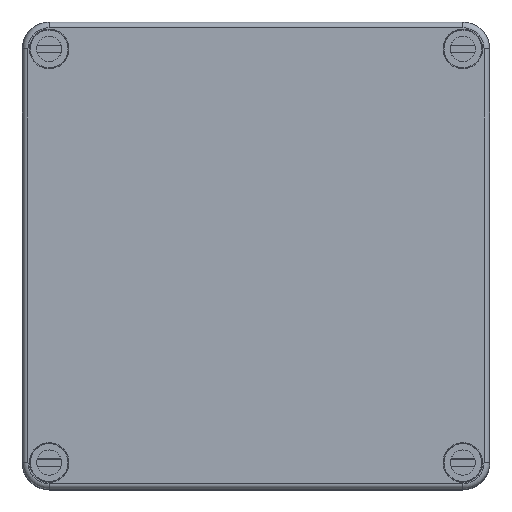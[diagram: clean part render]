
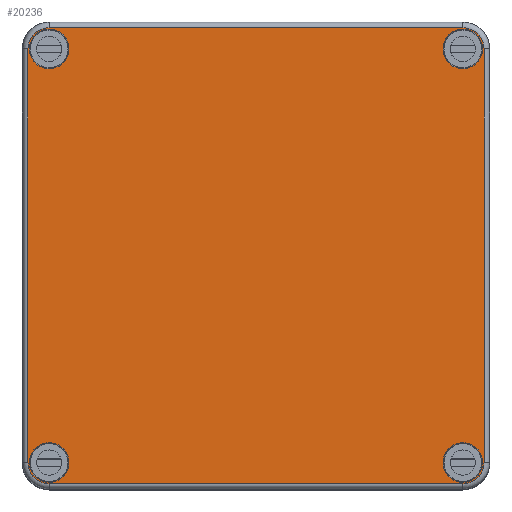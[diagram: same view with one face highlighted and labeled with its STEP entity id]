
A CAD part, top view. The second image highlights one B-rep face of the part: STEP entity #20236.
In plain terms, the highlighted planar face has unit normal (0, 0, 1).
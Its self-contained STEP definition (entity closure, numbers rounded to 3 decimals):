
#286 = CARTESIAN_POINT ( 'NONE',  ( -63.382, 57.5, 15. ) ) ;
#461 = EDGE_LOOP ( 'NONE', ( #12433, #7573 ) ) ;
#483 = AXIS2_PLACEMENT_3D ( 'NONE', #2332, #13351, #3905 ) ;
#521 = CARTESIAN_POINT ( 'NONE',  ( 57.5, 57.5, 15. ) ) ;
#767 = VERTEX_POINT ( 'NONE', #6608 ) ;
#948 = DIRECTION ( 'NONE',  ( 0., 0., 1. ) ) ;
#1447 = VERTEX_POINT ( 'NONE', #4434 ) ;
#1893 = AXIS2_PLACEMENT_3D ( 'NONE', #3608, #14649, #5194 ) ;
#1907 = CARTESIAN_POINT ( 'NONE',  ( -63., -57.5, 15. ) ) ;
#1937 = VERTEX_POINT ( 'NONE', #2735 ) ;
#2089 = DIRECTION ( 'NONE',  ( -1., 0., 0. ) ) ;
#2224 = VERTEX_POINT ( 'NONE', #13658 ) ;
#2332 = CARTESIAN_POINT ( 'NONE',  ( -57.5, 57.5, 15. ) ) ;
#2457 = ORIENTED_EDGE ( 'NONE', *, *, #10290, .T. ) ;
#2496 = VERTEX_POINT ( 'NONE', #286 ) ;
#2514 = ORIENTED_EDGE ( 'NONE', *, *, #16438, .T. ) ;
#2604 = DIRECTION ( 'NONE',  ( 0., 0., -1. ) ) ;
#2688 = ORIENTED_EDGE ( 'NONE', *, *, #15015, .T. ) ;
#2735 = CARTESIAN_POINT ( 'NONE',  ( 57.5, -63.382, 15. ) ) ;
#2999 = CARTESIAN_POINT ( 'NONE',  ( 57.5, 63.382, 15. ) ) ;
#3100 = EDGE_CURVE ( 'NONE', #4163, #7662, #10873, .T. ) ;
#3158 = CIRCLE ( 'NONE', #12311, 5.882 ) ;
#3163 = AXIS2_PLACEMENT_3D ( 'NONE', #10368, #948, #11975 ) ;
#3205 = AXIS2_PLACEMENT_3D ( 'NONE', #13147, #5291, #16317 ) ;
#3471 = EDGE_LOOP ( 'NONE', ( #17290, #13930, #3951, #2514, #8502, #2457, #17975, #10389 ) ) ;
#3608 = CARTESIAN_POINT ( 'NONE',  ( -57.5, 57.5, 15. ) ) ;
#3905 = DIRECTION ( 'NONE',  ( 1., 0., 0. ) ) ;
#3951 = ORIENTED_EDGE ( 'NONE', *, *, #11685, .F. ) ;
#4004 = CARTESIAN_POINT ( 'NONE',  ( -57.5, -57.5, 15. ) ) ;
#4119 = FACE_BOUND ( 'NONE', #6704, .T. ) ;
#4163 = VERTEX_POINT ( 'NONE', #18327 ) ;
#4236 = CIRCLE ( 'NONE', #12482, 5.5 ) ;
#4434 = CARTESIAN_POINT ( 'NONE',  ( 63., 57.5, 15. ) ) ;
#4471 = CARTESIAN_POINT ( 'NONE',  ( 57.5, -57.5, 15. ) ) ;
#4901 = AXIS2_PLACEMENT_3D ( 'NONE', #18315, #8856, #19886 ) ;
#4923 = EDGE_CURVE ( 'NONE', #1937, #5418, #7884, .T. ) ;
#4960 = EDGE_CURVE ( 'NONE', #767, #1447, #15320, .T. ) ;
#5004 = VECTOR ( 'NONE', #13443, 1000. ) ;
#5081 = LINE ( 'NONE', #15581, #8761 ) ;
#5141 = EDGE_CURVE ( 'NONE', #5345, #16276, #4236, .T. ) ;
#5194 = DIRECTION ( 'NONE',  ( -1., 0., 0. ) ) ;
#5244 = EDGE_CURVE ( 'NONE', #7949, #2496, #10146, .T. ) ;
#5291 = DIRECTION ( 'NONE',  ( 0., 0., -1. ) ) ;
#5345 = VERTEX_POINT ( 'NONE', #16715 ) ;
#5355 = EDGE_CURVE ( 'NONE', #1447, #767, #9148, .T. ) ;
#5418 = VERTEX_POINT ( 'NONE', #13695 ) ;
#5595 = DIRECTION ( 'NONE',  ( -1., 0., 0. ) ) ;
#5899 = CIRCLE ( 'NONE', #14496, 5.5 ) ;
#5949 = CARTESIAN_POINT ( 'NONE',  ( -52., -57.5, 15. ) ) ;
#6028 = VERTEX_POINT ( 'NONE', #5949 ) ;
#6063 = DIRECTION ( 'NONE',  ( -1., 0., 0. ) ) ;
#6608 = CARTESIAN_POINT ( 'NONE',  ( 52., 57.5, 15. ) ) ;
#6704 = EDGE_LOOP ( 'NONE', ( #8251, #11546 ) ) ;
#6746 = AXIS2_PLACEMENT_3D ( 'NONE', #521, #11550, #2089 ) ;
#7232 = ORIENTED_EDGE ( 'NONE', *, *, #8622, .T. ) ;
#7511 = CARTESIAN_POINT ( 'NONE',  ( -63.382, -57.5, 15. ) ) ;
#7573 = ORIENTED_EDGE ( 'NONE', *, *, #5141, .T. ) ;
#7614 = CARTESIAN_POINT ( 'NONE',  ( 57.5, 57.5, 15. ) ) ;
#7662 = VERTEX_POINT ( 'NONE', #9399 ) ;
#7884 = LINE ( 'NONE', #20087, #15810 ) ;
#7947 = CIRCLE ( 'NONE', #6746, 5.882 ) ;
#7949 = VERTEX_POINT ( 'NONE', #16511 ) ;
#8190 = LINE ( 'NONE', #10264, #5004 ) ;
#8251 = ORIENTED_EDGE ( 'NONE', *, *, #5355, .T. ) ;
#8258 = VERTEX_POINT ( 'NONE', #11048 ) ;
#8286 = CARTESIAN_POINT ( 'NONE',  ( 57.5, -57.5, 15. ) ) ;
#8502 = ORIENTED_EDGE ( 'NONE', *, *, #5244, .T. ) ;
#8544 = CARTESIAN_POINT ( 'NONE',  ( 63., -57.5, 15. ) ) ;
#8622 = EDGE_CURVE ( 'NONE', #7662, #4163, #9007, .T. ) ;
#8691 = VERTEX_POINT ( 'NONE', #7511 ) ;
#8761 = VECTOR ( 'NONE', #10808, 1000. ) ;
#8806 = CARTESIAN_POINT ( 'NONE',  ( -57.5, 57.5, 15. ) ) ;
#8856 = DIRECTION ( 'NONE',  ( 0., 0., -1. ) ) ;
#8906 = AXIS2_PLACEMENT_3D ( 'NONE', #12044, #2604, #13627 ) ;
#8996 = CARTESIAN_POINT ( 'NONE',  ( -57.5, -57.5, 15. ) ) ;
#9005 = ORIENTED_EDGE ( 'NONE', *, *, #3100, .T. ) ;
#9007 = CIRCLE ( 'NONE', #20008, 5.5 ) ;
#9148 = CIRCLE ( 'NONE', #8906, 5.5 ) ;
#9197 = DIRECTION ( 'NONE',  ( -1., 0., 0. ) ) ;
#9262 = VECTOR ( 'NONE', #18730, 1000. ) ;
#9399 = CARTESIAN_POINT ( 'NONE',  ( -63., 57.5, 15. ) ) ;
#9894 = DIRECTION ( 'NONE',  ( -1., 0., 0. ) ) ;
#9907 = EDGE_CURVE ( 'NONE', #1937, #2224, #16626, .T. ) ;
#10146 = CIRCLE ( 'NONE', #483, 5.882 ) ;
#10264 = CARTESIAN_POINT ( 'NONE',  ( -63.382, 57.5, 15. ) ) ;
#10290 = EDGE_CURVE ( 'NONE', #2496, #8691, #8190, .T. ) ;
#10368 = CARTESIAN_POINT ( 'NONE',  ( 57.5, -57.5, 15. ) ) ;
#10389 = ORIENTED_EDGE ( 'NONE', *, *, #4923, .F. ) ;
#10411 = DIRECTION ( 'NONE',  ( -1., 0., 0. ) ) ;
#10603 = DIRECTION ( 'NONE',  ( -1., 0., 0. ) ) ;
#10672 = DIRECTION ( 'NONE',  ( -1., 0., 0. ) ) ;
#10808 = DIRECTION ( 'NONE',  ( 0., -1., 0. ) ) ;
#10851 = AXIS2_PLACEMENT_3D ( 'NONE', #4004, #15040, #5595 ) ;
#10873 = CIRCLE ( 'NONE', #1893, 5.5 ) ;
#11048 = CARTESIAN_POINT ( 'NONE',  ( 57.5, 63.382, 15. ) ) ;
#11546 = ORIENTED_EDGE ( 'NONE', *, *, #4960, .T. ) ;
#11547 = CIRCLE ( 'NONE', #4901, 5.5 ) ;
#11550 = DIRECTION ( 'NONE',  ( 0., 0., -1. ) ) ;
#11685 = EDGE_CURVE ( 'NONE', #8258, #19431, #7947, .T. ) ;
#11908 = CIRCLE ( 'NONE', #10851, 5.5 ) ;
#11975 = DIRECTION ( 'NONE',  ( 1., 0., 0. ) ) ;
#12020 = FACE_BOUND ( 'NONE', #18549, .T. ) ;
#12044 = CARTESIAN_POINT ( 'NONE',  ( 57.5, 57.5, 15. ) ) ;
#12311 = AXIS2_PLACEMENT_3D ( 'NONE', #8996, #20027, #10603 ) ;
#12356 = CARTESIAN_POINT ( 'NONE',  ( 63.382, 57.5, 15. ) ) ;
#12431 = EDGE_CURVE ( 'NONE', #15376, #6028, #11908, .T. ) ;
#12433 = ORIENTED_EDGE ( 'NONE', *, *, #18283, .T. ) ;
#12482 = AXIS2_PLACEMENT_3D ( 'NONE', #8286, #19312, #9894 ) ;
#12496 = FACE_OUTER_BOUND ( 'NONE', #3471, .T. ) ;
#13147 = CARTESIAN_POINT ( 'NONE',  ( -63.382, 57.5, 15. ) ) ;
#13351 = DIRECTION ( 'NONE',  ( 0., 0., 1. ) ) ;
#13443 = DIRECTION ( 'NONE',  ( 0., -1., 0. ) ) ;
#13481 = LINE ( 'NONE', #2999, #9262 ) ;
#13627 = DIRECTION ( 'NONE',  ( -1., 0., 0. ) ) ;
#13658 = CARTESIAN_POINT ( 'NONE',  ( 63.382, -57.5, 15. ) ) ;
#13695 = CARTESIAN_POINT ( 'NONE',  ( -57.5, -63.382, 15. ) ) ;
#13930 = ORIENTED_EDGE ( 'NONE', *, *, #19944, .F. ) ;
#14496 = AXIS2_PLACEMENT_3D ( 'NONE', #4471, #15510, #6063 ) ;
#14649 = DIRECTION ( 'NONE',  ( 0., 0., -1. ) ) ;
#15009 = AXIS2_PLACEMENT_3D ( 'NONE', #7614, #18633, #9197 ) ;
#15015 = EDGE_CURVE ( 'NONE', #6028, #15376, #11547, .T. ) ;
#15040 = DIRECTION ( 'NONE',  ( 0., 0., -1. ) ) ;
#15085 = EDGE_CURVE ( 'NONE', #5418, #8691, #3158, .T. ) ;
#15320 = CIRCLE ( 'NONE', #15009, 5.5 ) ;
#15376 = VERTEX_POINT ( 'NONE', #1907 ) ;
#15510 = DIRECTION ( 'NONE',  ( 0., 0., -1. ) ) ;
#15581 = CARTESIAN_POINT ( 'NONE',  ( 63.382, 57.5, 15. ) ) ;
#15810 = VECTOR ( 'NONE', #10672, 1000. ) ;
#16202 = FACE_BOUND ( 'NONE', #461, .T. ) ;
#16276 = VERTEX_POINT ( 'NONE', #8544 ) ;
#16317 = DIRECTION ( 'NONE',  ( -1., 0., 0. ) ) ;
#16438 = EDGE_CURVE ( 'NONE', #8258, #7949, #13481, .T. ) ;
#16511 = CARTESIAN_POINT ( 'NONE',  ( -57.5, 63.382, 15. ) ) ;
#16626 = CIRCLE ( 'NONE', #3163, 5.882 ) ;
#16715 = CARTESIAN_POINT ( 'NONE',  ( 52., -57.5, 15. ) ) ;
#17290 = ORIENTED_EDGE ( 'NONE', *, *, #9907, .T. ) ;
#17558 = EDGE_LOOP ( 'NONE', ( #9005, #7232 ) ) ;
#17804 = PLANE ( 'NONE',  #3205 ) ;
#17975 = ORIENTED_EDGE ( 'NONE', *, *, #15085, .F. ) ;
#18283 = EDGE_CURVE ( 'NONE', #16276, #5345, #5899, .T. ) ;
#18315 = CARTESIAN_POINT ( 'NONE',  ( -57.5, -57.5, 15. ) ) ;
#18327 = CARTESIAN_POINT ( 'NONE',  ( -52., 57.5, 15. ) ) ;
#18549 = EDGE_LOOP ( 'NONE', ( #2688, #19323 ) ) ;
#18633 = DIRECTION ( 'NONE',  ( 0., 0., -1. ) ) ;
#18730 = DIRECTION ( 'NONE',  ( -1., 0., 0. ) ) ;
#19312 = DIRECTION ( 'NONE',  ( 0., 0., -1. ) ) ;
#19323 = ORIENTED_EDGE ( 'NONE', *, *, #12431, .T. ) ;
#19431 = VERTEX_POINT ( 'NONE', #12356 ) ;
#19832 = DIRECTION ( 'NONE',  ( 0., 0., -1. ) ) ;
#19886 = DIRECTION ( 'NONE',  ( -1., 0., 0. ) ) ;
#19944 = EDGE_CURVE ( 'NONE', #19431, #2224, #5081, .T. ) ;
#20008 = AXIS2_PLACEMENT_3D ( 'NONE', #8806, #19832, #10411 ) ;
#20027 = DIRECTION ( 'NONE',  ( 0., 0., -1. ) ) ;
#20087 = CARTESIAN_POINT ( 'NONE',  ( 57.5, -63.382, 15. ) ) ;
#20236 = ADVANCED_FACE ( 'NONE', ( #16202, #4119, #12496, #20364, #12020 ), #17804, .F. ) ;
#20364 = FACE_BOUND ( 'NONE', #17558, .T. ) ;
